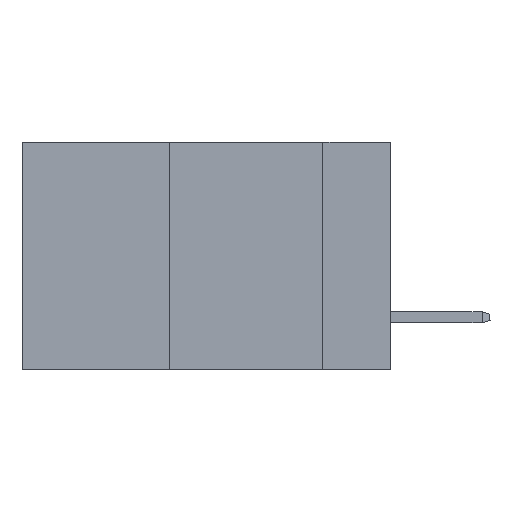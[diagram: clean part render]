
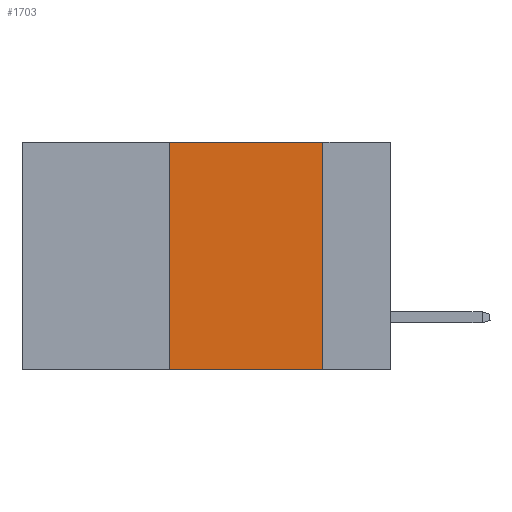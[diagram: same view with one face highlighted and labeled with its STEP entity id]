
A CAD part, left-side view. The second image highlights one B-rep face of the part: STEP entity #1703.
In plain terms, the highlighted planar face has unit normal (-1, 0, 0).
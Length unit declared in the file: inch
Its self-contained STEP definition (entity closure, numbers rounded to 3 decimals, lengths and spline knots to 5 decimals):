
#244 = VECTOR ( 'NONE', #4519, 39.37008 ) ;
#757 = EDGE_CURVE ( 'NONE', #18374, #5235, #17783, .T. ) ;
#1186 = DIRECTION ( 'NONE',  ( 1., 0., 0. ) ) ;
#1372 = VECTOR ( 'NONE', #8843, 39.37008 ) ;
#1703 = ADVANCED_FACE ( 'NONE', ( #7211 ), #6017, .F. ) ;
#2033 = CARTESIAN_POINT ( 'NONE',  ( 0., 0.11, 0. ) ) ;
#2752 = CARTESIAN_POINT ( 'NONE',  ( 0., 0.6, 0. ) ) ;
#2881 = VERTEX_POINT ( 'NONE', #3802 ) ;
#2911 = LINE ( 'NONE', #9381, #10368 ) ;
#3065 = LINE ( 'NONE', #16013, #20015 ) ;
#3250 = CARTESIAN_POINT ( 'NONE',  ( 0., 0.11, 0. ) ) ;
#3802 = CARTESIAN_POINT ( 'NONE',  ( 0., 0.36, -0.37 ) ) ;
#3944 = ORIENTED_EDGE ( 'NONE', *, *, #14840, .T. ) ;
#4519 = DIRECTION ( 'NONE',  ( 0., -1., 0. ) ) ;
#4589 = DIRECTION ( 'NONE',  ( 0., -1., 0. ) ) ;
#5018 = AXIS2_PLACEMENT_3D ( 'NONE', #2752, #1186, #6089 ) ;
#5235 = VERTEX_POINT ( 'NONE', #13223 ) ;
#5912 = CARTESIAN_POINT ( 'NONE',  ( 0., 0.36, 0. ) ) ;
#6017 = PLANE ( 'NONE',  #5018 ) ;
#6089 = DIRECTION ( 'NONE',  ( 0., 0., -1. ) ) ;
#7211 = FACE_OUTER_BOUND ( 'NONE', #9280, .T. ) ;
#7322 = VERTEX_POINT ( 'NONE', #5912 ) ;
#7487 = EDGE_CURVE ( 'NONE', #7322, #18374, #9457, .T. ) ;
#7985 = ORIENTED_EDGE ( 'NONE', *, *, #7487, .F. ) ;
#8843 = DIRECTION ( 'NONE',  ( 0., 0., -1. ) ) ;
#9280 = EDGE_LOOP ( 'NONE', ( #20624, #7985, #12513, #3944 ) ) ;
#9381 = CARTESIAN_POINT ( 'NONE',  ( 0., 0.36, 0. ) ) ;
#9457 = LINE ( 'NONE', #9531, #244 ) ;
#9531 = CARTESIAN_POINT ( 'NONE',  ( 0., 0.6, 0. ) ) ;
#10368 = VECTOR ( 'NONE', #11192, 39.37008 ) ;
#11192 = DIRECTION ( 'NONE',  ( 0., 0., 1. ) ) ;
#12513 = ORIENTED_EDGE ( 'NONE', *, *, #12556, .F. ) ;
#12556 = EDGE_CURVE ( 'NONE', #2881, #7322, #2911, .T. ) ;
#13223 = CARTESIAN_POINT ( 'NONE',  ( 0., 0.11, -0.37 ) ) ;
#14840 = EDGE_CURVE ( 'NONE', #2881, #5235, #3065, .T. ) ;
#16013 = CARTESIAN_POINT ( 'NONE',  ( 0., 0.6, -0.37 ) ) ;
#17783 = LINE ( 'NONE', #2033, #1372 ) ;
#18374 = VERTEX_POINT ( 'NONE', #3250 ) ;
#20015 = VECTOR ( 'NONE', #4589, 39.37008 ) ;
#20624 = ORIENTED_EDGE ( 'NONE', *, *, #757, .F. ) ;
